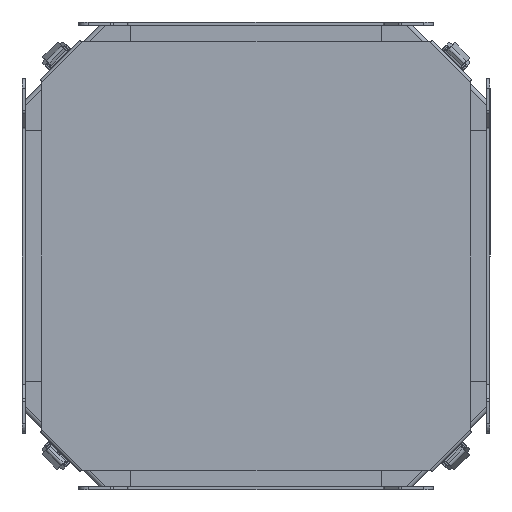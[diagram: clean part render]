
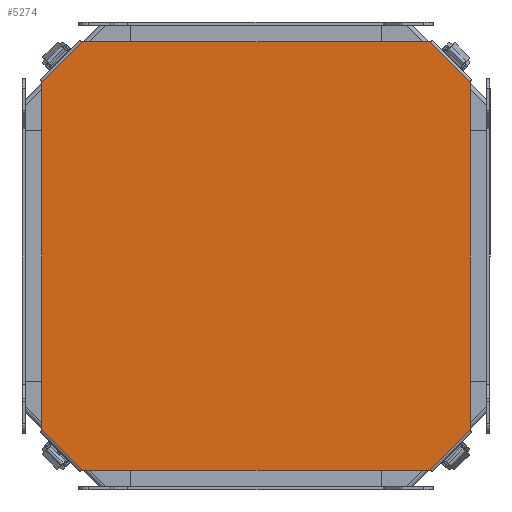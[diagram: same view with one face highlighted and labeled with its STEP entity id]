
A CAD part, front view. The second image highlights one B-rep face of the part: STEP entity #5274.
In plain terms, the highlighted planar face has unit normal (0, -1, 0).
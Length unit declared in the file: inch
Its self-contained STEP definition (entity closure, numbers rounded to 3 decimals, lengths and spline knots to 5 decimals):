
#271 = CARTESIAN_POINT ( 'NONE',  ( -8.248, -2.222, -8.248 ) ) ;
#789 = LINE ( 'NONE', #271, #1891 ) ;
#1168 = AXIS2_PLACEMENT_3D ( 'NONE', #1897, #23940, #13519 ) ;
#1281 = ORIENTED_EDGE ( 'NONE', *, *, #10564, .T. ) ;
#1761 = PLANE ( 'NONE',  #1168 ) ;
#1891 = VECTOR ( 'NONE', #8573, 39.37008 ) ;
#1897 = CARTESIAN_POINT ( 'NONE',  ( -8.248, -2.222, -8.248 ) ) ;
#1915 = DIRECTION ( 'NONE',  ( -0.707, 0., 0.707 ) ) ;
#2289 = ORIENTED_EDGE ( 'NONE', *, *, #4654, .T. ) ;
#2542 = EDGE_CURVE ( 'NONE', #4126, #11375, #24090, .T. ) ;
#2667 = VERTEX_POINT ( 'NONE', #12995 ) ;
#2973 = DIRECTION ( 'NONE',  ( 1., 0., 0. ) ) ;
#2997 = ORIENTED_EDGE ( 'NONE', *, *, #2542, .T. ) ;
#3058 = DIRECTION ( 'NONE',  ( 0., 0., 1. ) ) ;
#3680 = VERTEX_POINT ( 'NONE', #21585 ) ;
#3858 = DIRECTION ( 'NONE',  ( 0.707, 0., -0.707 ) ) ;
#4117 = EDGE_CURVE ( 'NONE', #5067, #2667, #789, .T. ) ;
#4126 = VERTEX_POINT ( 'NONE', #14520 ) ;
#4598 = CARTESIAN_POINT ( 'NONE',  ( 6.66776, -2.222, -8.248 ) ) ;
#4654 = EDGE_CURVE ( 'NONE', #18530, #5067, #12251, .T. ) ;
#4850 = VECTOR ( 'NONE', #3058, 39.37008 ) ;
#5067 = VERTEX_POINT ( 'NONE', #8262 ) ;
#5137 = VERTEX_POINT ( 'NONE', #7316 ) ;
#5274 = ADVANCED_FACE ( 'NONE', ( #13912 ), #1761, .T. ) ;
#5743 = CARTESIAN_POINT ( 'NONE',  ( 8.248, -2.222, 6.66776 ) ) ;
#6852 = LINE ( 'NONE', #15055, #20295 ) ;
#7316 = CARTESIAN_POINT ( 'NONE',  ( 6.66776, -2.222, -8.248 ) ) ;
#7854 = CARTESIAN_POINT ( 'NONE',  ( -6.66776, -2.222, 8.248 ) ) ;
#8067 = VECTOR ( 'NONE', #8706, 39.37008 ) ;
#8262 = CARTESIAN_POINT ( 'NONE',  ( -8.248, -2.222, 6.66776 ) ) ;
#8573 = DIRECTION ( 'NONE',  ( 0., 0., -1. ) ) ;
#8706 = DIRECTION ( 'NONE',  ( 0.707, 0., 0.707 ) ) ;
#10564 = EDGE_CURVE ( 'NONE', #19821, #5137, #12744, .T. ) ;
#10610 = VECTOR ( 'NONE', #16458, 39.37008 ) ;
#11375 = VERTEX_POINT ( 'NONE', #15072 ) ;
#11887 = CARTESIAN_POINT ( 'NONE',  ( -6.66776, -2.222, -8.248 ) ) ;
#12251 = LINE ( 'NONE', #22670, #10610 ) ;
#12744 = LINE ( 'NONE', #22776, #22127 ) ;
#12995 = CARTESIAN_POINT ( 'NONE',  ( -8.248, -2.222, -6.66776 ) ) ;
#13216 = CARTESIAN_POINT ( 'NONE',  ( 8.248, -2.222, -8.248 ) ) ;
#13519 = DIRECTION ( 'NONE',  ( 1., 0., 0. ) ) ;
#13895 = CARTESIAN_POINT ( 'NONE',  ( -8.248, -2.222, -6.66776 ) ) ;
#13912 = FACE_OUTER_BOUND ( 'NONE', #19456, .T. ) ;
#14520 = CARTESIAN_POINT ( 'NONE',  ( 8.248, -2.222, 6.66776 ) ) ;
#14781 = DIRECTION ( 'NONE',  ( -1., 0., 0. ) ) ;
#15055 = CARTESIAN_POINT ( 'NONE',  ( -8.248, -2.222, 8.248 ) ) ;
#15072 = CARTESIAN_POINT ( 'NONE',  ( 6.66776, -2.222, 8.248 ) ) ;
#15124 = EDGE_CURVE ( 'NONE', #11375, #18530, #6852, .T. ) ;
#15162 = EDGE_CURVE ( 'NONE', #5137, #3680, #17018, .T. ) ;
#16458 = DIRECTION ( 'NONE',  ( -0.707, 0., -0.707 ) ) ;
#17018 = LINE ( 'NONE', #4598, #8067 ) ;
#17821 = VECTOR ( 'NONE', #1915, 39.37008 ) ;
#18530 = VERTEX_POINT ( 'NONE', #7854 ) ;
#18827 = VECTOR ( 'NONE', #3858, 39.37008 ) ;
#18881 = EDGE_CURVE ( 'NONE', #2667, #19821, #19694, .T. ) ;
#19346 = ORIENTED_EDGE ( 'NONE', *, *, #15124, .T. ) ;
#19456 = EDGE_LOOP ( 'NONE', ( #1281, #25635, #20932, #2997, #19346, #2289, #20325, #25825 ) ) ;
#19694 = LINE ( 'NONE', #13895, #18827 ) ;
#19821 = VERTEX_POINT ( 'NONE', #11887 ) ;
#20295 = VECTOR ( 'NONE', #14781, 39.37008 ) ;
#20325 = ORIENTED_EDGE ( 'NONE', *, *, #4117, .T. ) ;
#20932 = ORIENTED_EDGE ( 'NONE', *, *, #23768, .T. ) ;
#21515 = LINE ( 'NONE', #13216, #4850 ) ;
#21585 = CARTESIAN_POINT ( 'NONE',  ( 8.248, -2.222, -6.66776 ) ) ;
#22127 = VECTOR ( 'NONE', #2973, 39.37008 ) ;
#22670 = CARTESIAN_POINT ( 'NONE',  ( -6.66776, -2.222, 8.248 ) ) ;
#22776 = CARTESIAN_POINT ( 'NONE',  ( -8.248, -2.222, -8.248 ) ) ;
#23768 = EDGE_CURVE ( 'NONE', #3680, #4126, #21515, .T. ) ;
#23940 = DIRECTION ( 'NONE',  ( 0., -1., 0. ) ) ;
#24090 = LINE ( 'NONE', #5743, #17821 ) ;
#25635 = ORIENTED_EDGE ( 'NONE', *, *, #15162, .T. ) ;
#25825 = ORIENTED_EDGE ( 'NONE', *, *, #18881, .T. ) ;
